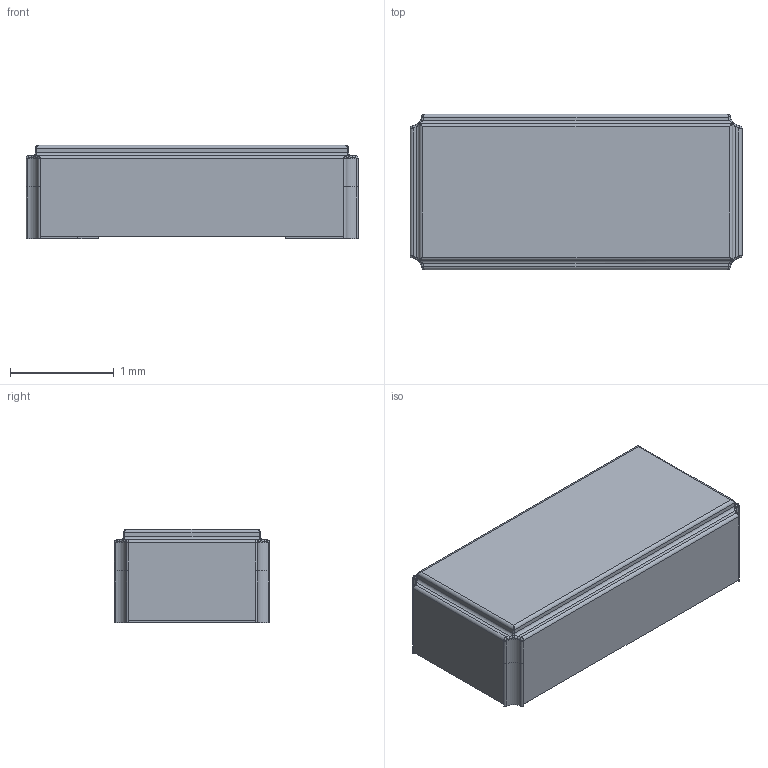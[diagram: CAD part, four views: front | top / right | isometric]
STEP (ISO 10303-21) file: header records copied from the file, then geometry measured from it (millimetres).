
FILE_DESCRIPTION (( 'STEP AP214' ), '1' );
FILE_NAME ('CM315D32768DZFT.STEP', '2024-06-24T04:15:50', ( '' ), ( '' ), 'SwSTEP 2.0', 'SolidWorks 2023', '' );
FILE_SCHEMA (( 'AUTOMOTIVE_DESIGN' ));
Length unit declared in the file: inch
Products named in the file (5): 4; 2; CM315D32768DZFT; 1; 3
Assembly tree (4 placements, depth 2):
  CM315D32768DZFT
    1
    2
    3
    4
Bounding box: 3.2 x 1.5 x 0.9 mm (x, y, z)
Volume: 4.1 mm3; surface area: 46.1 mm2
Topology: 5 solids, 5 shells, 140 faces, 354 edges, 220 vertices
Faces by surface type: plane 60, cylinder 44, bspline 36
Entity records: 6828 total; most frequent: CARTESIAN_POINT 1753, ORIENTED_EDGE 700, DIRECTION 560, EDGE_CURVE 350, VERTEX_POINT 220, AXIS2_PLACEMENT_3D 191, VECTOR 178, LINE 178
